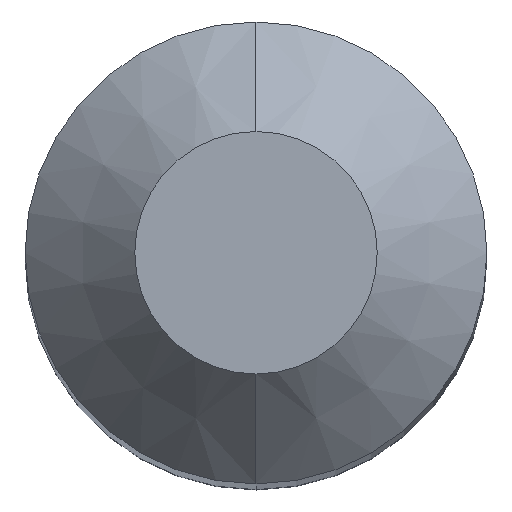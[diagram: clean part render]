
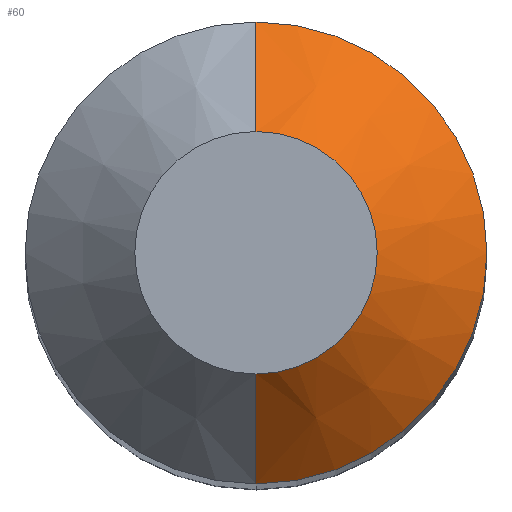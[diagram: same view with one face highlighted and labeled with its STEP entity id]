
A CAD part, top view. The second image highlights one B-rep face of the part: STEP entity #60.
In plain terms, the highlighted conical face has half-angle 45 degrees and reference radius 3.05 mm.
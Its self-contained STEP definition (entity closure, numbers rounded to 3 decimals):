
#60=ADVANCED_FACE('',(#116),#117,.T.);
#116=FACE_OUTER_BOUND('',#172,.T.);
#117=CONICAL_SURFACE('',#173,3.05,0.785);
#172=EDGE_LOOP('',(#248,#249,#250,#251));
#173=AXIS2_PLACEMENT_3D('',#252,#253,#254);
#248=ORIENTED_EDGE('',*,*,#312,.F.);
#249=ORIENTED_EDGE('',*,*,#313,.T.);
#250=ORIENTED_EDGE('',*,*,#314,.F.);
#251=ORIENTED_EDGE('',*,*,#308,.F.);
#252=CARTESIAN_POINT('',(0.,0.0,54.05));
#253=DIRECTION('',(0.,-0.0,-1.0));
#254=DIRECTION('',(0.0,1.0,0.0));
#308=EDGE_CURVE('',#353,#356,#357,.T.);
#312=EDGE_CURVE('',#362,#353,#363,.T.);
#313=EDGE_CURVE('',#362,#364,#365,.T.);
#314=EDGE_CURVE('',#356,#364,#366,.T.);
#353=VERTEX_POINT('',#405);
#356=VERTEX_POINT('',#409);
#357=CIRCLE('',#410,4.0);
#362=VERTEX_POINT('',#416);
#363=LINE('',#417,#418);
#364=VERTEX_POINT('',#419);
#365=CIRCLE('',#420,2.1);
#366=LINE('',#421,#422);
#405=CARTESIAN_POINT('',(0.,4.0,53.1));
#409=CARTESIAN_POINT('',(0.,-4.0,53.1));
#410=AXIS2_PLACEMENT_3D('',#466,#467,#468);
#416=CARTESIAN_POINT('',(0.,2.1,55.0));
#417=CARTESIAN_POINT('',(0.,3.05,54.05));
#418=VECTOR('',#473,1.0);
#419=CARTESIAN_POINT('',(0.,-2.1,55.0));
#420=AXIS2_PLACEMENT_3D('',#474,#475,#476);
#421=CARTESIAN_POINT('',(0.,-3.05,54.05));
#422=VECTOR('',#477,1.0);
#466=CARTESIAN_POINT('',(0.,0.0,53.1));
#467=DIRECTION('',(0.,0.0,-1.0));
#468=DIRECTION('',(0.0,1.0,0.0));
#473=DIRECTION('',(0.,0.707,-0.707));
#474=CARTESIAN_POINT('',(0.,0.0,55.0));
#475=DIRECTION('',(0.,0.0,-1.0));
#476=DIRECTION('',(0.0,1.0,0.0));
#477=DIRECTION('',(0.,0.707,0.707));
